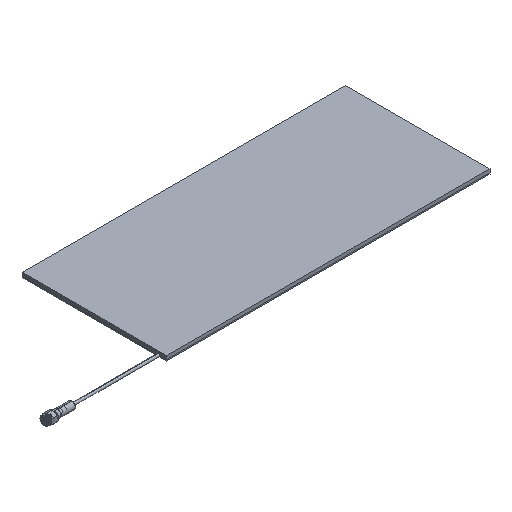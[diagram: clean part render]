
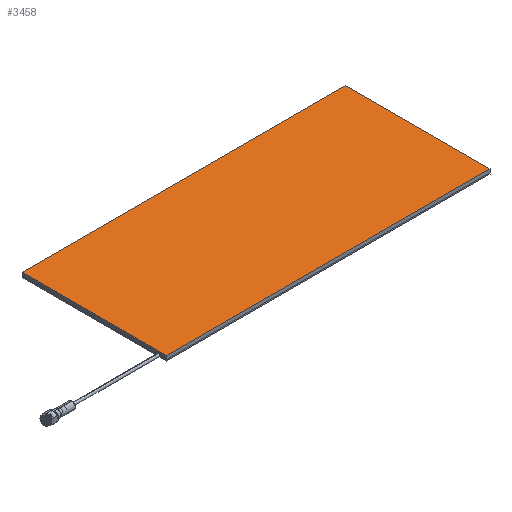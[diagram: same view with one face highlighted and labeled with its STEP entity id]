
A CAD part, isometric view. The second image highlights one B-rep face of the part: STEP entity #3458.
In plain terms, the highlighted planar face has unit normal (0, 0, 1).
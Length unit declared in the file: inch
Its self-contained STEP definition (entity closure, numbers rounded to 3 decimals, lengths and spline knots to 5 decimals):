
#160 = LINE ( 'NONE', #4809, #4512 ) ;
#725 = VERTEX_POINT ( 'NONE', #2924 ) ;
#884 = EDGE_CURVE ( 'NONE', #4608, #4667, #2018, .T. ) ;
#900 = ORIENTED_EDGE ( 'NONE', *, *, #884, .F. ) ;
#922 = EDGE_CURVE ( 'NONE', #725, #4608, #160, .T. ) ;
#991 = PLANE ( 'NONE',  #1124 ) ;
#1056 = DIRECTION ( 'NONE',  ( 0., 0., -1. ) ) ;
#1124 = AXIS2_PLACEMENT_3D ( 'NONE', #3872, #1056, #2922 ) ;
#1348 = VECTOR ( 'NONE', #5875, 39.37008 ) ;
#1414 = DIRECTION ( 'NONE',  ( 0., -1., 0. ) ) ;
#1487 = ORIENTED_EDGE ( 'NONE', *, *, #3956, .F. ) ;
#1668 = CARTESIAN_POINT ( 'NONE',  ( -5.51181, -7.38189, 0.15748 ) ) ;
#1698 = DIRECTION ( 'NONE',  ( -1., 0., 0. ) ) ;
#2018 = LINE ( 'NONE', #5845, #1348 ) ;
#2048 = DIRECTION ( 'NONE',  ( 0., 1., 0. ) ) ;
#2158 = CARTESIAN_POINT ( 'NONE',  ( -16.53543, -2.46063, 0.15748 ) ) ;
#2922 = DIRECTION ( 'NONE',  ( 0., -1., 0. ) ) ;
#2924 = CARTESIAN_POINT ( 'NONE',  ( -16.53543, -7.38189, 0.15748 ) ) ;
#3153 = CARTESIAN_POINT ( 'NONE',  ( -5.51181, -2.46063, 0.15748 ) ) ;
#3216 = LINE ( 'NONE', #3635, #5862 ) ;
#3458 = ADVANCED_FACE ( 'NONE', ( #5808 ), #991, .F. ) ;
#3635 = CARTESIAN_POINT ( 'NONE',  ( -5.51181, -2.46063, 0.15748 ) ) ;
#3872 = CARTESIAN_POINT ( 'NONE',  ( 0., 0., 0.15748 ) ) ;
#3956 = EDGE_CURVE ( 'NONE', #4667, #5522, #3216, .T. ) ;
#4029 = LINE ( 'NONE', #1668, #6077 ) ;
#4251 = ORIENTED_EDGE ( 'NONE', *, *, #922, .F. ) ;
#4512 = VECTOR ( 'NONE', #2048, 39.37008 ) ;
#4608 = VERTEX_POINT ( 'NONE', #2158 ) ;
#4640 = ORIENTED_EDGE ( 'NONE', *, *, #5089, .F. ) ;
#4667 = VERTEX_POINT ( 'NONE', #3153 ) ;
#4809 = CARTESIAN_POINT ( 'NONE',  ( -16.53543, -7.38189, 0.15748 ) ) ;
#5089 = EDGE_CURVE ( 'NONE', #5522, #725, #4029, .T. ) ;
#5522 = VERTEX_POINT ( 'NONE', #5779 ) ;
#5720 = EDGE_LOOP ( 'NONE', ( #4640, #1487, #900, #4251 ) ) ;
#5779 = CARTESIAN_POINT ( 'NONE',  ( -5.51181, -7.38189, 0.15748 ) ) ;
#5808 = FACE_OUTER_BOUND ( 'NONE', #5720, .T. ) ;
#5845 = CARTESIAN_POINT ( 'NONE',  ( -16.53543, -2.46063, 0.15748 ) ) ;
#5862 = VECTOR ( 'NONE', #1414, 39.37008 ) ;
#5875 = DIRECTION ( 'NONE',  ( 1., 0., 0. ) ) ;
#6077 = VECTOR ( 'NONE', #1698, 39.37008 ) ;
